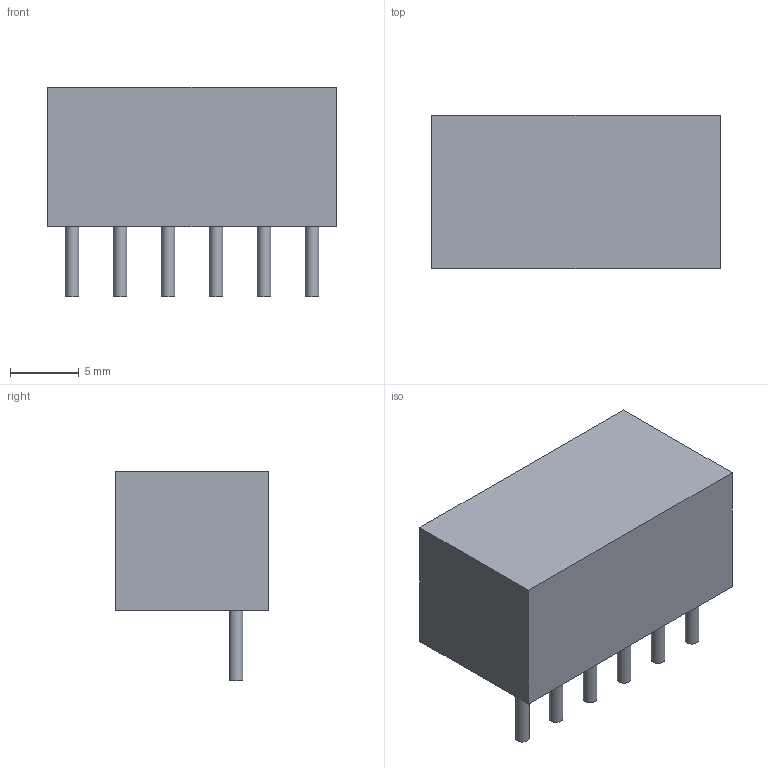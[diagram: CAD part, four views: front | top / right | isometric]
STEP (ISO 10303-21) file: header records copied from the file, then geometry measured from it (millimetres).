
FILE_DESCRIPTION(('FreeCAD Model'),'2;1');
FILE_NAME('353643.1.3.stp','2021-04-03T12:17:42',( 'Author'),(''),'Open CASCADE STEP processor 6.9','FreeCAD','Unknown' );
FILE_SCHEMA(('AUTOMOTIVE_DESIGN { 1 0 10303 214 1 1 1 1 }'));
Length unit declared in the file: millimetre
Products named in the file (3): ASSEMBLY; Body; Leads
Assembly tree (2 placements, depth 2):
  ASSEMBLY
    Body
    Leads
Bounding box: 21 x 11.2 x 15.27 mm (x, y, z)
Volume: 2416 mm3; surface area: 1230.9 mm2
Topology: 7 solids, 7 shells, 24 faces, 30 edges, 20 vertices
Faces by surface type: plane 18, cylinder 6
Full cylindrical faces by diameter (mm): 1 x6
Entity records: 977 total; most frequent: DIRECTION 156, CARTESIAN_POINT 137, LINE 66, VECTOR 66, ORIENTED_EDGE 60, PCURVE 60, DEFINITIONAL_REPRESENTATION 60, AXIS2_PLACEMENT_3D 39
